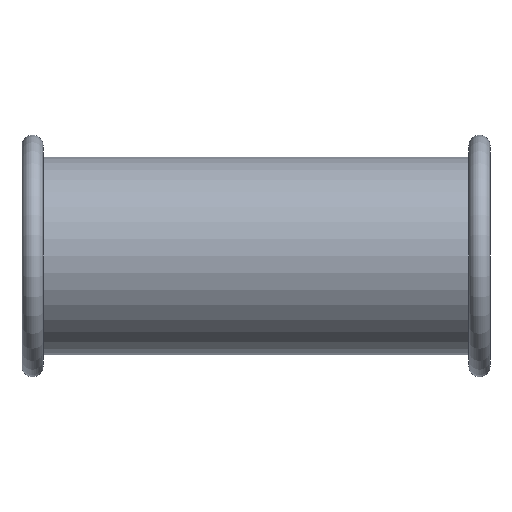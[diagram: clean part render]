
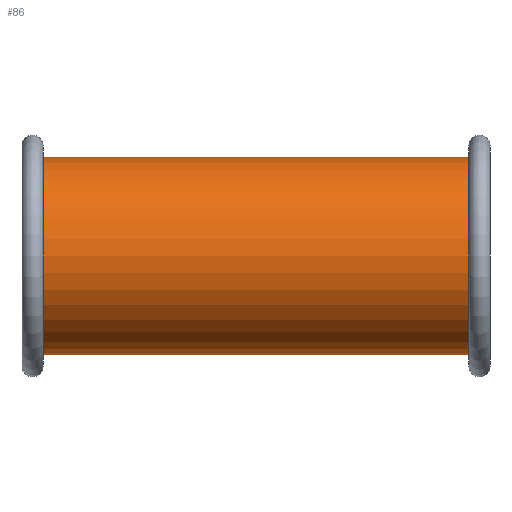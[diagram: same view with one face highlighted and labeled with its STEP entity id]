
A CAD part, front view. The second image highlights one B-rep face of the part: STEP entity #86.
In plain terms, the highlighted cylindrical face has radius 9.4 mm (diameter 18.8 mm), a full revolution.
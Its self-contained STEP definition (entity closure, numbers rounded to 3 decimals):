
#86 = ADVANCED_FACE( '', ( #123, #124 ), #125, .T. );
#123 = FACE_OUTER_BOUND( '', #161, .T. );
#124 = FACE_OUTER_BOUND( '', #162, .T. );
#125 = CYLINDRICAL_SURFACE( '', #163, 9.4 );
#161 = EDGE_LOOP( '', ( #221 ) );
#162 = EDGE_LOOP( '', ( #222 ) );
#163 = AXIS2_PLACEMENT_3D( '', #223, #224, #225 );
#221 = ORIENTED_EDGE( '', *, *, #230, .F. );
#222 = ORIENTED_EDGE( '', *, *, #239, .T. );
#223 = CARTESIAN_POINT( '', ( 44.5, 0., 0. ) );
#224 = DIRECTION( '', ( -1., 0., 0. ) );
#225 = DIRECTION( '', ( 0., 0., -1. ) );
#230 = EDGE_CURVE( '', #246, #246, #247, .T. );
#239 = EDGE_CURVE( '', #262, #262, #263, .T. );
#246 = VERTEX_POINT( '', #270 );
#247 = CIRCLE( '', #271, 9.4 );
#262 = VERTEX_POINT( '', #286 );
#263 = CIRCLE( '', #287, 9.4 );
#270 = CARTESIAN_POINT( '', ( 42.5, 0., -9.4 ) );
#271 = AXIS2_PLACEMENT_3D( '', #297, #298, #299 );
#286 = CARTESIAN_POINT( '', ( 2., 0., -9.4 ) );
#287 = AXIS2_PLACEMENT_3D( '', #321, #322, #323 );
#297 = CARTESIAN_POINT( '', ( 42.5, 0., 0. ) );
#298 = DIRECTION( '', ( 1., 0., 0. ) );
#299 = DIRECTION( '', ( 0., 0., -1. ) );
#321 = CARTESIAN_POINT( '', ( 2., 0., 0. ) );
#322 = DIRECTION( '', ( 1., 0., 0. ) );
#323 = DIRECTION( '', ( 0., 0., -1. ) );
